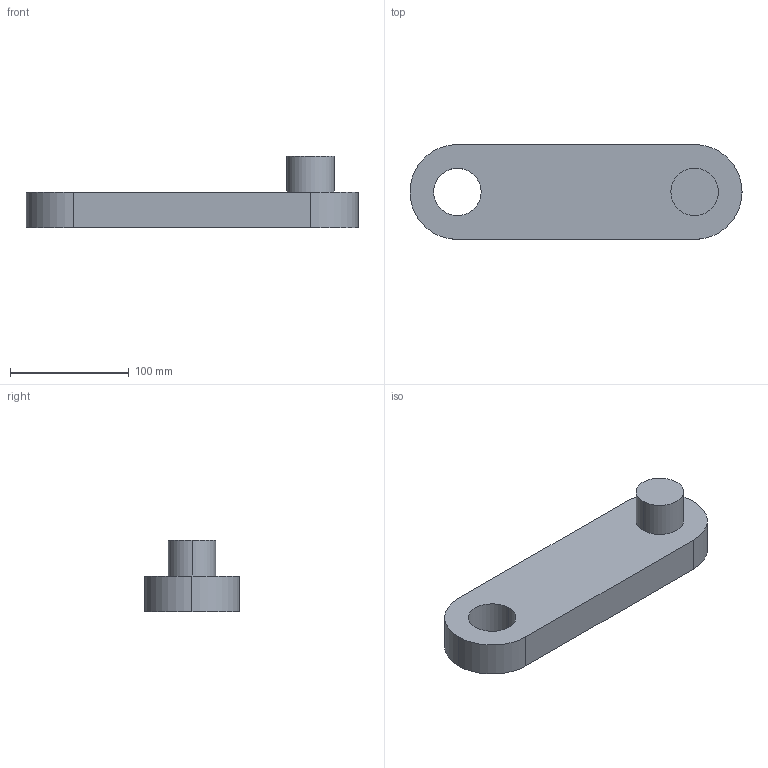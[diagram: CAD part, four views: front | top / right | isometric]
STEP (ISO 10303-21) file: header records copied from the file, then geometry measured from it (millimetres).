
FILE_DESCRIPTION (( 'STEP AP203' ), '1' );
FILE_NAME ('link1_Default_sldprt.STEP', '2023-12-04T04:01:51', ( '' ), ( '' ), 'SwSTEP 2.0', 'SolidWorks 2022', '' );
FILE_SCHEMA (( 'CONFIG_CONTROL_DESIGN' ));
Length unit declared in the file: millimetre
Products named in the file (1): link1_Default_sldprt
Bounding box: 280 x 80 x 60 mm (x, y, z)
Volume: 630796.4 mm3; surface area: 66619.5 mm2
Topology: 1 solids, 1 shells, 12 faces, 27 edges, 18 vertices
Faces by surface type: cylinder 7, plane 5
Entity records: 426 total; most frequent: DIRECTION 67, CARTESIAN_POINT 58, ORIENTED_EDGE 54, EDGE_CURVE 27, AXIS2_PLACEMENT_3D 27, VERTEX_POINT 18, EDGE_LOOP 15, CIRCLE 14
